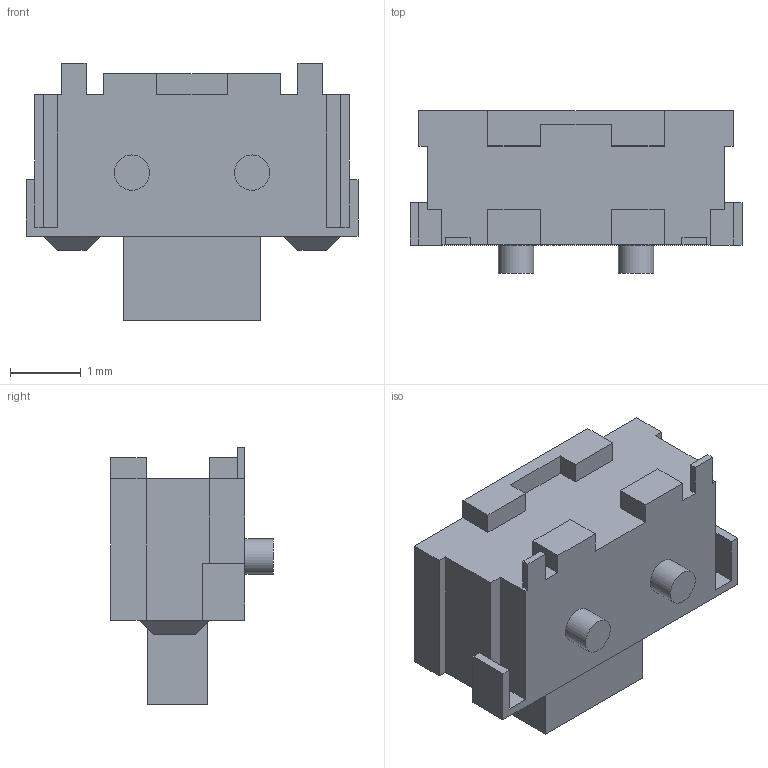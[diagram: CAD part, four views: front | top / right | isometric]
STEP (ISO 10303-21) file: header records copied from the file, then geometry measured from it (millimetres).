
FILE_DESCRIPTION(/* description */ (''),/* implementation_level */ '2;1');
FILE_NAME(/* name */ 'SW_SPST_1TS003B-1400-3500A-CT.step',/* time_stamp */ '2022-06-29T15:16:26+02:00',/* author */ (''),/* organization */ (''),/* preprocessor_version */ 'ST-DEVELOPER v19',/* originating_system */ 'Autodesk Translation Framework v11.7.0.108',/* authorisation */ '');
FILE_SCHEMA (('AUTOMOTIVE_DESIGN { 1 0 10303 214 3 1 1 }'));
Length unit declared in the file: millimetre
Products named in the file (3): (Nicht gespeichert); 1TS003B-1400-3500A-CT; Komponente2
Assembly tree (2 placements, depth 3):
  (Nicht gespeichert)
    1TS003B-1400-3500A-CT
      Komponente2
Bounding box: 4.7 x 2.3 x 3.65 mm (x, y, z)
Volume: 18.9 mm3; surface area: 60.3 mm2
Topology: 2 solids, 2 shells, 68 faces, 182 edges, 120 vertices
Faces by surface type: plane 66, cylinder 2
Full cylindrical faces by diameter (mm): 0.5 x2
Entity records: 2191 total; most frequent: CARTESIAN_POINT 375, ORIENTED_EDGE 364, DIRECTION 332, EDGE_CURVE 182, LINE 178, VECTOR 178, VERTEX_POINT 120, AXIS2_PLACEMENT_3D 77
